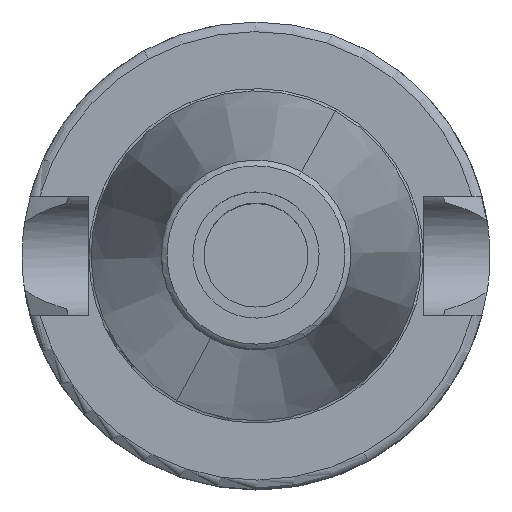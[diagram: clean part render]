
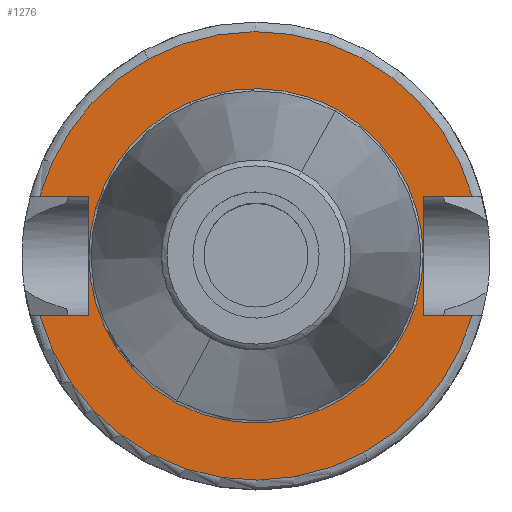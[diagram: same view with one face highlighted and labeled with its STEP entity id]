
A CAD part, top view. The second image highlights one B-rep face of the part: STEP entity #1276.
In plain terms, the highlighted planar face has unit normal (0, 0, 1).
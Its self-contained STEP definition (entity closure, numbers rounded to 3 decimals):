
#840 = VERTEX_POINT('',#841);
#841 = CARTESIAN_POINT('',(-22.6,8.05,-2.));
#847 = EDGE_CURVE('',#848,#840,#850,.T.);
#848 = VERTEX_POINT('',#849);
#849 = CARTESIAN_POINT('',(-29.107,8.05,-2.));
#850 = LINE('',#851,#852);
#851 = CARTESIAN_POINT('',(-25.854,8.05,-2.));
#852 = VECTOR('',#853,1.);
#853 = DIRECTION('',(1.,0.,0.));
#894 = EDGE_CURVE('',#840,#895,#897,.T.);
#895 = VERTEX_POINT('',#896);
#896 = CARTESIAN_POINT('',(-22.6,-8.05,-2.));
#897 = LINE('',#898,#899);
#898 = CARTESIAN_POINT('',(-22.6,0.,-2.));
#899 = VECTOR('',#900,1.);
#900 = DIRECTION('',(0.,-1.,0.));
#940 = VERTEX_POINT('',#941);
#941 = CARTESIAN_POINT('',(-29.107,-8.05,-2.));
#953 = EDGE_CURVE('',#895,#940,#954,.T.);
#954 = LINE('',#955,#956);
#955 = CARTESIAN_POINT('',(-25.854,-8.05,-2.));
#956 = VECTOR('',#957,1.);
#957 = DIRECTION('',(-1.,0.,0.));
#1022 = VERTEX_POINT('',#1023);
#1023 = CARTESIAN_POINT('',(22.6,-8.05,-2.));
#1029 = EDGE_CURVE('',#1022,#1030,#1032,.T.);
#1030 = VERTEX_POINT('',#1031);
#1031 = CARTESIAN_POINT('',(29.107,-8.05,-2.));
#1032 = LINE('',#1033,#1034);
#1033 = CARTESIAN_POINT('',(25.854,-8.05,-2.));
#1034 = VECTOR('',#1035,1.);
#1035 = DIRECTION('',(1.,0.,0.));
#1078 = EDGE_CURVE('',#1079,#1022,#1081,.T.);
#1079 = VERTEX_POINT('',#1080);
#1080 = CARTESIAN_POINT('',(22.6,8.05,-2.));
#1081 = LINE('',#1082,#1083);
#1082 = CARTESIAN_POINT('',(22.6,0.,-2.));
#1083 = VECTOR('',#1084,1.);
#1084 = DIRECTION('',(0.,-1.,0.));
#1122 = VERTEX_POINT('',#1123);
#1123 = CARTESIAN_POINT('',(29.107,8.05,-2.));
#1135 = EDGE_CURVE('',#1122,#1079,#1136,.T.);
#1136 = LINE('',#1137,#1138);
#1137 = CARTESIAN_POINT('',(25.854,8.05,-2.));
#1138 = VECTOR('',#1139,1.);
#1139 = DIRECTION('',(-1.,0.,0.));
#1256 = EDGE_CURVE('',#1257,#848,#1259,.T.);
#1257 = VERTEX_POINT('',#1258);
#1258 = CARTESIAN_POINT('',(-14.479,26.503,-2.));
#1259 = CIRCLE('',#1260,30.2);
#1260 = AXIS2_PLACEMENT_3D('',#1261,#1262,#1263);
#1261 = CARTESIAN_POINT('',(0.,0.,-2.));
#1262 = DIRECTION('',(0.,0.,1.));
#1263 = DIRECTION('',(0.,1.,0.));
#1276 = ADVANCED_FACE('',(#1277,#1309),#1369,.F.);
#1277 = FACE_BOUND('',#1278,.T.);
#1278 = EDGE_LOOP('',(#1279,#1280,#1281,#1282,#1289,#1290,#1291,#1292,
    #1293,#1302));
#1279 = ORIENTED_EDGE('',*,*,#1029,.F.);
#1280 = ORIENTED_EDGE('',*,*,#1078,.F.);
#1281 = ORIENTED_EDGE('',*,*,#1135,.F.);
#1282 = ORIENTED_EDGE('',*,*,#1283,.F.);
#1283 = EDGE_CURVE('',#1257,#1122,#1284,.T.);
#1284 = CIRCLE('',#1285,30.2);
#1285 = AXIS2_PLACEMENT_3D('',#1286,#1287,#1288);
#1286 = CARTESIAN_POINT('',(0.,0.,-2.));
#1287 = DIRECTION('',(0.,0.,-1.));
#1288 = DIRECTION('',(0.,-1.,0.));
#1289 = ORIENTED_EDGE('',*,*,#1256,.T.);
#1290 = ORIENTED_EDGE('',*,*,#847,.T.);
#1291 = ORIENTED_EDGE('',*,*,#894,.T.);
#1292 = ORIENTED_EDGE('',*,*,#953,.T.);
#1293 = ORIENTED_EDGE('',*,*,#1294,.F.);
#1294 = EDGE_CURVE('',#1295,#940,#1297,.T.);
#1295 = VERTEX_POINT('',#1296);
#1296 = CARTESIAN_POINT('',(14.479,-26.503,-2.));
#1297 = CIRCLE('',#1298,30.2);
#1298 = AXIS2_PLACEMENT_3D('',#1299,#1300,#1301);
#1299 = CARTESIAN_POINT('',(0.,0.,-2.));
#1300 = DIRECTION('',(0.,0.,-1.));
#1301 = DIRECTION('',(0.,-1.,0.));
#1302 = ORIENTED_EDGE('',*,*,#1303,.F.);
#1303 = EDGE_CURVE('',#1030,#1295,#1304,.T.);
#1304 = CIRCLE('',#1305,30.2);
#1305 = AXIS2_PLACEMENT_3D('',#1306,#1307,#1308);
#1306 = CARTESIAN_POINT('',(0.,0.,-2.));
#1307 = DIRECTION('',(0.,0.,-1.));
#1308 = DIRECTION('',(0.,-1.,0.));
#1309 = FACE_BOUND('',#1310,.T.);
#1310 = EDGE_LOOP('',(#1311,#1342));
#1311 = ORIENTED_EDGE('',*,*,#1312,.T.);
#1312 = EDGE_CURVE('',#1313,#1315,#1317,.T.);
#1313 = VERTEX_POINT('',#1314);
#1314 = CARTESIAN_POINT('',(-10.795,-19.76,-1.999
    ));
#1315 = VERTEX_POINT('',#1316);
#1316 = CARTESIAN_POINT('',(10.795,19.76,-1.999)
  );
#1317 = B_SPLINE_CURVE_WITH_KNOTS('',5,(#1318,#1319,#1320,#1321,#1322,
    #1323,#1324,#1325,#1326,#1327,#1328,#1329,#1330,#1331,#1332,#1333,
    #1334,#1335,#1336,#1337,#1338,#1339,#1340,#1341),.UNSPECIFIED.,.F.,
  .F.,(6,3,3,3,3,3,3,6),(0.,14.967,29.934,44.899,
    59.867,74.829,89.799,101.207),
  .UNSPECIFIED.);
#1318 = CARTESIAN_POINT('',(-10.795,-19.76,-2.));
#1319 = CARTESIAN_POINT('',(-12.631,-18.757,-2.));
#1320 = CARTESIAN_POINT('',(-14.351,-17.541,-2.));
#1321 = CARTESIAN_POINT('',(-15.921,-16.129,-2.));
#1322 = CARTESIAN_POINT('',(-18.704,-12.968,-2.));
#1323 = CARTESIAN_POINT('',(-20.688,-9.252,-2.));
#1324 = CARTESIAN_POINT('',(-21.46,-7.287,-2.));
#1325 = CARTESIAN_POINT('',(-22.532,-3.213,-2.));
#1326 = CARTESIAN_POINT('',(-22.641,0.998,-2.));
#1327 = CARTESIAN_POINT('',(-22.45,3.099,-2.));
#1328 = CARTESIAN_POINT('',(-21.583,7.222,-2.));
#1329 = CARTESIAN_POINT('',(-19.794,11.036,-2.));
#1330 = CARTESIAN_POINT('',(-18.681,12.83,-2.));
#1331 = CARTESIAN_POINT('',(-16.059,16.127,-2.));
#1332 = CARTESIAN_POINT('',(-12.752,18.735,-2.));
#1333 = CARTESIAN_POINT('',(-10.953,19.841,-2.));
#1334 = CARTESIAN_POINT('',(-7.132,21.613,-2.));
#1335 = CARTESIAN_POINT('',(-3.006,22.463,-2.));
#1336 = CARTESIAN_POINT('',(-0.903,22.645,-2.));
#1337 = CARTESIAN_POINT('',(2.807,22.533,-2.));
#1338 = CARTESIAN_POINT('',(6.408,21.674,-2.));
#1339 = CARTESIAN_POINT('',(7.928,21.166,-2.));
#1340 = CARTESIAN_POINT('',(9.396,20.525,-2.));
#1341 = CARTESIAN_POINT('',(10.795,19.76,-2.));
#1342 = ORIENTED_EDGE('',*,*,#1343,.T.);
#1343 = EDGE_CURVE('',#1315,#1313,#1344,.T.);
#1344 = B_SPLINE_CURVE_WITH_KNOTS('',5,(#1345,#1346,#1347,#1348,#1349,
    #1350,#1351,#1352,#1353,#1354,#1355,#1356,#1357,#1358,#1359,#1360,
    #1361,#1362,#1363,#1364,#1365,#1366,#1367,#1368),.UNSPECIFIED.,.F.,
  .F.,(6,3,3,3,3,3,3,6),(0.,14.966,29.933,44.898,
    59.867,74.83,89.799,101.207),
  .UNSPECIFIED.);
#1345 = CARTESIAN_POINT('',(10.795,19.76,-2.));
#1346 = CARTESIAN_POINT('',(12.631,18.757,-2.));
#1347 = CARTESIAN_POINT('',(14.35,17.541,-2.));
#1348 = CARTESIAN_POINT('',(15.92,16.129,-2.));
#1349 = CARTESIAN_POINT('',(18.703,12.967,-2.));
#1350 = CARTESIAN_POINT('',(20.688,9.252,-2.));
#1351 = CARTESIAN_POINT('',(21.46,7.287,-2.));
#1352 = CARTESIAN_POINT('',(22.532,3.213,-2.));
#1353 = CARTESIAN_POINT('',(22.641,-0.998,-2.));
#1354 = CARTESIAN_POINT('',(22.45,-3.1,-2.));
#1355 = CARTESIAN_POINT('',(21.583,-7.222,-2.));
#1356 = CARTESIAN_POINT('',(19.794,-11.036,-2.));
#1357 = CARTESIAN_POINT('',(18.681,-12.83,-2.));
#1358 = CARTESIAN_POINT('',(16.06,-16.127,-2.));
#1359 = CARTESIAN_POINT('',(12.752,-18.735,-2.));
#1360 = CARTESIAN_POINT('',(10.953,-19.841,-2.));
#1361 = CARTESIAN_POINT('',(7.132,-21.613,-2.));
#1362 = CARTESIAN_POINT('',(3.006,-22.462,-2.));
#1363 = CARTESIAN_POINT('',(0.903,-22.645,-2.));
#1364 = CARTESIAN_POINT('',(-2.808,-22.533,-2.));
#1365 = CARTESIAN_POINT('',(-6.408,-21.674,-2.));
#1366 = CARTESIAN_POINT('',(-7.929,-21.165,-2.));
#1367 = CARTESIAN_POINT('',(-9.396,-20.525,-2.));
#1368 = CARTESIAN_POINT('',(-10.795,-19.76,-2.));
#1369 = PLANE('',#1370);
#1370 = AXIS2_PLACEMENT_3D('',#1371,#1372,#1373);
#1371 = CARTESIAN_POINT('',(0.,22.517,-2.));
#1372 = DIRECTION('',(0.,0.,-1.));
#1373 = DIRECTION('',(1.,0.,0.));
